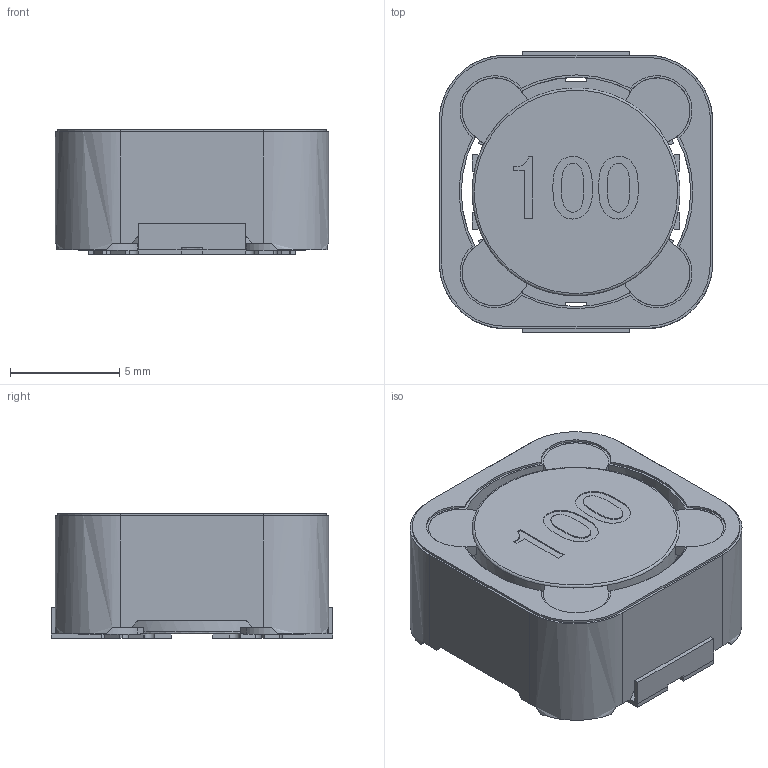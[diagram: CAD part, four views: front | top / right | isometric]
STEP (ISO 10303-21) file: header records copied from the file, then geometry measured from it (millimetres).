
FILE_DESCRIPTION( ('This file contains a STEP AP42 implementation' ,'as created by ZW3D STEP Interface translator.') ,'2;1' );
FILE_NAME( 'CS1206-L(100).stp' ,'14 925.101454', (''), ('ZWCAD Software Co.'), 'Version 1.0', 'ZW3D to STEP translator', '' );
FILE_SCHEMA( ('CONFIG_CONTROL_DESIGN') );
Length unit declared in the file: millimetre
Products named in the file (1): 0
Bounding box: 12.5 x 12.9 x 5.7 mm (x, y, z)
Volume: 469.8 mm3; surface area: 1192.5 mm2
Topology: 14 solids, 14 shells, 276 faces, 712 edges, 474 vertices
Faces by surface type: bspline 276
Entity records: 8054 total; most frequent: CARTESIAN_POINT 3789, ORIENTED_EDGE 1424, EDGE_CURVE 712, B_SPLINE_CURVE_WITH_KNOTS 542, VERTEX_POINT 474, EDGE_LOOP 288, FACE_OUTER_BOUND 276, ADVANCED_FACE 276
